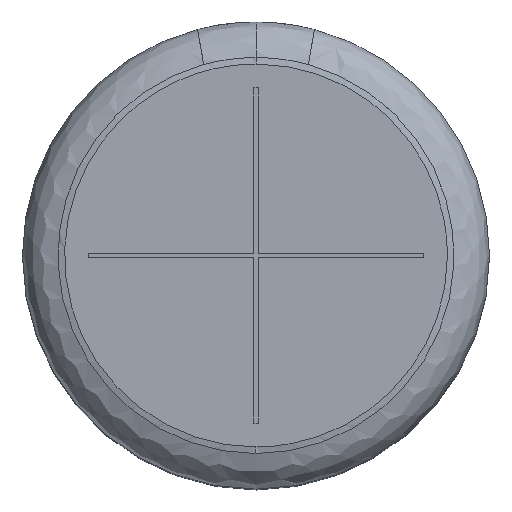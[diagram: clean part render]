
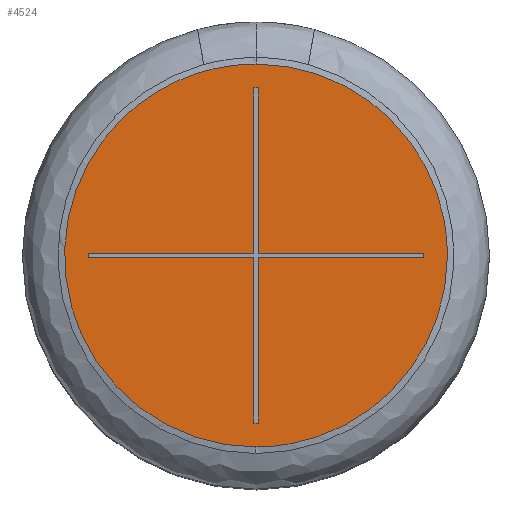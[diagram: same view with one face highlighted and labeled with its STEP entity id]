
A CAD part, top view. The second image highlights one B-rep face of the part: STEP entity #4524.
In plain terms, the highlighted planar face has unit normal (0, 0, 1).
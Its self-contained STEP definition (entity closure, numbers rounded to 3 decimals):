
#695 = VECTOR ( 'NONE', #751, 1000. ) ;
#696 = CARTESIAN_POINT ( 'NONE',  ( -134.155, 254.611, -265.712 ) ) ;
#722 = LINE ( 'NONE', #696, #695 ) ;
#751 = DIRECTION ( 'NONE',  ( -1., 0., 0. ) ) ;
#4227 = CARTESIAN_POINT ( 'NONE',  ( -134.155, 254.702, -265.712 ) ) ;
#4228 = LINE ( 'NONE', #4227, #4347 ) ;
#4296 = DIRECTION ( 'NONE',  ( 0., 1., 0. ) ) ;
#4297 = VECTOR ( 'NONE', #4296, 1000. ) ;
#4301 = CARTESIAN_POINT ( 'NONE',  ( -139.655, 254.656, -265.712 ) ) ;
#4302 = LINE ( 'NONE', #4301, #4297 ) ;
#4346 = DIRECTION ( 'NONE',  ( 1., 0., 0. ) ) ;
#4347 = VECTOR ( 'NONE', #4346, 1000. ) ;
#4397 = VERTEX_POINT ( 'NONE', #5915 ) ;
#4401 = EDGE_CURVE ( 'NONE', #4397, #4422, #5905, .T. ) ;
#4405 = VERTEX_POINT ( 'NONE', #5801 ) ;
#4409 = EDGE_CURVE ( 'NONE', #4422, #4405, #5787, .T. ) ;
#4417 = EDGE_CURVE ( 'NONE', #4405, #4423, #5861, .T. ) ;
#4418 = EDGE_CURVE ( 'NONE', #4423, #4436, #5864, .T. ) ;
#4422 = VERTEX_POINT ( 'NONE', #5777 ) ;
#4423 = VERTEX_POINT ( 'NONE', #5929 ) ;
#4434 = EDGE_CURVE ( 'NONE', #4436, #4439, #5973, .T. ) ;
#4436 = VERTEX_POINT ( 'NONE', #5968 ) ;
#4439 = VERTEX_POINT ( 'NONE', #5971 ) ;
#4443 = VERTEX_POINT ( 'NONE', #5963 ) ;
#4448 = EDGE_CURVE ( 'NONE', #4439, #4451, #6111, .T. ) ;
#4451 = VERTEX_POINT ( 'NONE', #6112 ) ;
#4467 = ORIENTED_EDGE ( 'NONE', *, *, #4744, .T. ) ;
#4468 = ORIENTED_EDGE ( 'NONE', *, *, #4511, .F. ) ;
#4469 = VERTEX_POINT ( 'NONE', #5945 ) ;
#4470 = ORIENTED_EDGE ( 'NONE', *, *, #4502, .T. ) ;
#4472 = ORIENTED_EDGE ( 'NONE', *, *, #4448, .T. ) ;
#4482 = EDGE_CURVE ( 'NONE', #4525, #4397, #6041, .T. ) ;
#4485 = ORIENTED_EDGE ( 'NONE', *, *, #4482, .T. ) ;
#4489 = VERTEX_POINT ( 'NONE', #5950 ) ;
#4491 = ORIENTED_EDGE ( 'NONE', *, *, #4771, .T. ) ;
#4495 = ORIENTED_EDGE ( 'NONE', *, *, #4401, .T. ) ;
#4496 = ORIENTED_EDGE ( 'NONE', *, *, #4409, .T. ) ;
#4498 = ORIENTED_EDGE ( 'NONE', *, *, #4520, .T. ) ;
#4499 = ORIENTED_EDGE ( 'NONE', *, *, #4418, .T. ) ;
#4502 = EDGE_CURVE ( 'NONE', #4443, #4505, #6316, .T. ) ;
#4503 = EDGE_LOOP ( 'NONE', ( #4504, #4485, #4495, #4496, #4510, #4499, #4508, #4472, #4498, #4470, #4491, #4467 ) ) ;
#4504 = ORIENTED_EDGE ( 'NONE', *, *, #4753, .T. ) ;
#4505 = VERTEX_POINT ( 'NONE', #6202 ) ;
#4508 = ORIENTED_EDGE ( 'NONE', *, *, #4434, .T. ) ;
#4509 = ORIENTED_EDGE ( 'NONE', *, *, #4654, .F. ) ;
#4510 = ORIENTED_EDGE ( 'NONE', *, *, #4417, .T. ) ;
#4511 = EDGE_CURVE ( 'NONE', #4655, #4516, #6203, .T. ) ;
#4512 = ORIENTED_EDGE ( 'NONE', *, *, #4519, .F. ) ;
#4516 = VERTEX_POINT ( 'NONE', #6274 ) ;
#4519 = EDGE_CURVE ( 'NONE', #4516, #4651, #6183, .T. ) ;
#4520 = EDGE_CURVE ( 'NONE', #4451, #4443, #6236, .T. ) ;
#4523 = EDGE_LOOP ( 'NONE', ( #4468, #4509, #4512 ) ) ;
#4524 = ADVANCED_FACE ( 'NONE', ( #6228, #6317 ), #6229, .T. ) ;
#4525 = VERTEX_POINT ( 'NONE', #6213 ) ;
#4651 = VERTEX_POINT ( 'NONE', #6752 ) ;
#4654 = EDGE_CURVE ( 'NONE', #4651, #4655, #6734, .T. ) ;
#4655 = VERTEX_POINT ( 'NONE', #6735 ) ;
#4744 = EDGE_CURVE ( 'NONE', #4469, #4489, #4302, .T. ) ;
#4753 = EDGE_CURVE ( 'NONE', #4489, #4525, #4228, .T. ) ;
#4771 = EDGE_CURVE ( 'NONE', #4505, #4469, #722, .T. ) ;
#5777 = CARTESIAN_POINT ( 'NONE',  ( -136.109, 258.156, -265.712 ) ) ;
#5784 = DIRECTION ( 'NONE',  ( 0., -1., 0. ) ) ;
#5785 = VECTOR ( 'NONE', #5784, 1000. ) ;
#5786 = CARTESIAN_POINT ( 'NONE',  ( -136.109, 254.656, -265.712 ) ) ;
#5787 = LINE ( 'NONE', #5786, #5785 ) ;
#5801 = CARTESIAN_POINT ( 'NONE',  ( -136.109, 254.702, -265.712 ) ) ;
#5861 = LINE ( 'NONE', #5934, #5933 ) ;
#5864 = LINE ( 'NONE', #5930, #5927 ) ;
#5899 = VECTOR ( 'NONE', #5900, 1000. ) ;
#5900 = DIRECTION ( 'NONE',  ( 1., 0., 0. ) ) ;
#5901 = CARTESIAN_POINT ( 'NONE',  ( -134.155, 258.156, -265.712 ) ) ;
#5905 = LINE ( 'NONE', #5901, #5899 ) ;
#5915 = CARTESIAN_POINT ( 'NONE',  ( -136.2, 258.156, -265.712 ) ) ;
#5926 = DIRECTION ( 'NONE',  ( 0., -1., 0. ) ) ;
#5927 = VECTOR ( 'NONE', #5926, 1000. ) ;
#5929 = CARTESIAN_POINT ( 'NONE',  ( -132.655, 254.702, -265.712 ) ) ;
#5930 = CARTESIAN_POINT ( 'NONE',  ( -132.655, 254.656, -265.712 ) ) ;
#5932 = DIRECTION ( 'NONE',  ( 1., 0., 0. ) ) ;
#5933 = VECTOR ( 'NONE', #5932, 1000. ) ;
#5934 = CARTESIAN_POINT ( 'NONE',  ( -134.155, 254.702, -265.712 ) ) ;
#5945 = CARTESIAN_POINT ( 'NONE',  ( -139.655, 254.611, -265.712 ) ) ;
#5950 = CARTESIAN_POINT ( 'NONE',  ( -139.655, 254.702, -265.712 ) ) ;
#5963 = CARTESIAN_POINT ( 'NONE',  ( -136.2, 251.156, -265.712 ) ) ;
#5968 = CARTESIAN_POINT ( 'NONE',  ( -132.655, 254.611, -265.712 ) ) ;
#5971 = CARTESIAN_POINT ( 'NONE',  ( -136.109, 254.611, -265.712 ) ) ;
#5973 = LINE ( 'NONE', #6002, #6001 ) ;
#6000 = DIRECTION ( 'NONE',  ( -1., 0., 0. ) ) ;
#6001 = VECTOR ( 'NONE', #6000, 1000. ) ;
#6002 = CARTESIAN_POINT ( 'NONE',  ( -134.155, 254.611, -265.712 ) ) ;
#6033 = DIRECTION ( 'NONE',  ( 0., 1., 0. ) ) ;
#6034 = VECTOR ( 'NONE', #6033, 1000. ) ;
#6035 = CARTESIAN_POINT ( 'NONE',  ( -136.2, 254.656, -265.712 ) ) ;
#6041 = LINE ( 'NONE', #6035, #6034 ) ;
#6108 = DIRECTION ( 'NONE',  ( 0., -1., 0. ) ) ;
#6109 = VECTOR ( 'NONE', #6108, 1000. ) ;
#6110 = CARTESIAN_POINT ( 'NONE',  ( -136.109, 254.656, -265.712 ) ) ;
#6111 = LINE ( 'NONE', #6110, #6109 ) ;
#6112 = CARTESIAN_POINT ( 'NONE',  ( -136.109, 251.156, -265.712 ) ) ;
#6145 = CARTESIAN_POINT ( 'NONE',  ( -132.155, 254.656, -265.712 ) ) ;
#6146 = CARTESIAN_POINT ( 'NONE',  ( -132.155, 256.999, -265.712 ) ) ;
#6147 = CARTESIAN_POINT ( 'NONE',  ( -133.811, 258.656, -265.712 ) ) ;
#6148 = CARTESIAN_POINT ( 'NONE',  ( -136.155, 258.656, -265.712 ) ) ;
#6149 = DIRECTION ( 'NONE',  ( 0., 1., 0. ) ) ;
#6150 = VECTOR ( 'NONE', #6149, 1000. ) ;
#6170 = CARTESIAN_POINT ( 'NONE',  ( -136.155, 250.656, -265.712 ) ) ;
#6171 = CARTESIAN_POINT ( 'NONE',  ( -133.811, 250.656, -265.712 ) ) ;
#6183 =( BOUNDED_CURVE ( )  B_SPLINE_CURVE ( 3, ( #6234, #6233, #6171, #6170 ),
 .UNSPECIFIED., .F., .F. ) 
 B_SPLINE_CURVE_WITH_KNOTS ( ( 4, 4 ),
 ( 0., 1. ),
 .UNSPECIFIED. ) 
 CURVE ( )  GEOMETRIC_REPRESENTATION_ITEM ( )  RATIONAL_B_SPLINE_CURVE ( ( 1., 0.805, 0.805, 1. ) ) 
 REPRESENTATION_ITEM ( '' )  );
#6202 = CARTESIAN_POINT ( 'NONE',  ( -136.2, 254.611, -265.712 ) ) ;
#6203 =( BOUNDED_CURVE ( )  B_SPLINE_CURVE ( 3, ( #6148, #6147, #6146, #6145 ),
 .UNSPECIFIED., .F., .T. ) 
 B_SPLINE_CURVE_WITH_KNOTS ( ( 4, 4 ),
 ( 0., 1. ),
 .UNSPECIFIED. ) 
 CURVE ( )  GEOMETRIC_REPRESENTATION_ITEM ( )  RATIONAL_B_SPLINE_CURVE ( ( 1., 0.805, 0.805, 1. ) ) 
 REPRESENTATION_ITEM ( '' )  );
#6210 = DIRECTION ( 'NONE',  ( 1., 0., 0. ) ) ;
#6211 = DIRECTION ( 'NONE',  ( 0., 0., 1. ) ) ;
#6212 = CARTESIAN_POINT ( 'NONE',  ( -134.155, 254.656, -265.712 ) ) ;
#6213 = CARTESIAN_POINT ( 'NONE',  ( -136.2, 254.702, -265.712 ) ) ;
#6228 = FACE_OUTER_BOUND ( 'NONE', #4523, .T. ) ;
#6229 = PLANE ( 'NONE',  #6245 ) ;
#6233 = CARTESIAN_POINT ( 'NONE',  ( -132.155, 252.313, -265.712 ) ) ;
#6234 = CARTESIAN_POINT ( 'NONE',  ( -132.155, 254.656, -265.712 ) ) ;
#6235 = CARTESIAN_POINT ( 'NONE',  ( -134.155, 251.156, -265.712 ) ) ;
#6236 = LINE ( 'NONE', #6235, #6272 ) ;
#6245 = AXIS2_PLACEMENT_3D ( 'NONE', #6212, #6211, #6210 ) ;
#6271 = DIRECTION ( 'NONE',  ( -1., 0., 0. ) ) ;
#6272 = VECTOR ( 'NONE', #6271, 1000. ) ;
#6274 = CARTESIAN_POINT ( 'NONE',  ( -132.155, 254.656, -265.712 ) ) ;
#6315 = CARTESIAN_POINT ( 'NONE',  ( -136.2, 254.656, -265.712 ) ) ;
#6316 = LINE ( 'NONE', #6315, #6150 ) ;
#6317 = FACE_BOUND ( 'NONE', #4503, .T. ) ;
#6717 = CARTESIAN_POINT ( 'NONE',  ( -136.155, 258.656, -265.712 ) ) ;
#6718 = CARTESIAN_POINT ( 'NONE',  ( -144.155, 258.656, -265.712 ) ) ;
#6719 = CARTESIAN_POINT ( 'NONE',  ( -144.155, 250.656, -265.712 ) ) ;
#6731 = CARTESIAN_POINT ( 'NONE',  ( -136.155, 250.656, -265.712 ) ) ;
#6734 =( BOUNDED_CURVE ( )  B_SPLINE_CURVE ( 3, ( #6731, #6719, #6718, #6717 ),
 .UNSPECIFIED., .F., .T. ) 
 B_SPLINE_CURVE_WITH_KNOTS ( ( 4, 4 ),
 ( 0., 1. ),
 .UNSPECIFIED. ) 
 CURVE ( )  GEOMETRIC_REPRESENTATION_ITEM ( )  RATIONAL_B_SPLINE_CURVE ( ( 1., 0.333, 0.333, 1. ) ) 
 REPRESENTATION_ITEM ( '' )  );
#6735 = CARTESIAN_POINT ( 'NONE',  ( -136.155, 258.656, -265.712 ) ) ;
#6752 = CARTESIAN_POINT ( 'NONE',  ( -136.155, 250.656, -265.712 ) ) ;
